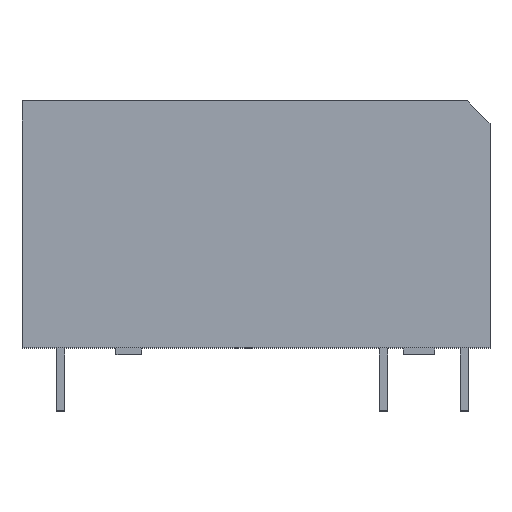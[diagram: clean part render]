
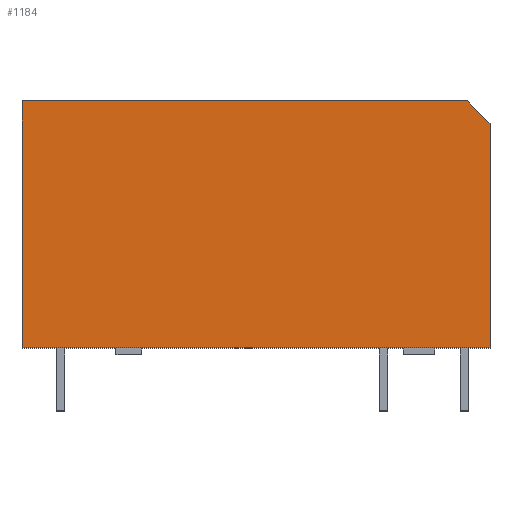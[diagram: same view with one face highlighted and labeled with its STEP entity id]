
A CAD part, top view. The second image highlights one B-rep face of the part: STEP entity #1184.
In plain terms, the highlighted planar face has unit normal (0, 0, 1).
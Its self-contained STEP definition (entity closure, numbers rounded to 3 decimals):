
#76 = CARTESIAN_POINT ( 'NONE',  ( 25.2, 15.7, 2.6 ) ) ;
#406 = CARTESIAN_POINT ( 'NONE',  ( 26.6, 14.3, 2.6 ) ) ;
#427 = LINE ( 'NONE', #428, #429 ) ;
#428 = CARTESIAN_POINT ( 'NONE',  ( 25.2, 15.7, 2.6 ) ) ;
#429 = VECTOR ( 'NONE', #430, 1000. ) ;
#430 = DIRECTION ( 'NONE',  ( -0.707, 0.707, 0. ) ) ;
#448 = LINE ( 'NONE', #449, #450 ) ;
#449 = CARTESIAN_POINT ( 'NONE',  ( -2.4, 15.7, 2.6 ) ) ;
#450 = VECTOR ( 'NONE', #451, 1000. ) ;
#451 = DIRECTION ( 'NONE',  ( 0., -1., 0. ) ) ;
#482 = LINE ( 'NONE', #483, #484 ) ;
#483 = CARTESIAN_POINT ( 'NONE',  ( -2.4, 15.7, 2.6 ) ) ;
#484 = VECTOR ( 'NONE', #485, 1000. ) ;
#485 = DIRECTION ( 'NONE',  ( 1., 0., 0. ) ) ;
#619 = LINE ( 'NONE', #620, #621 ) ;
#620 = CARTESIAN_POINT ( 'NONE',  ( 26.6, 15.7, 2.6 ) ) ;
#621 = VECTOR ( 'NONE', #622, 1000. ) ;
#622 = DIRECTION ( 'NONE',  ( 0., -1., 0. ) ) ;
#663 = CARTESIAN_POINT ( 'NONE',  ( -2.4, 0.4, 2.6 ) ) ;
#700 = FACE_OUTER_BOUND ( 'NONE', #1656, .T. ) ;
#702 = PLANE ( 'NONE',  #703 ) ;
#703 = AXIS2_PLACEMENT_3D ( 'NONE', #704, #705, #706 ) ;
#704 = CARTESIAN_POINT ( 'NONE',  ( -2.4, 15.7, 2.6 ) ) ;
#705 = DIRECTION ( 'NONE',  ( 0., 0., -1. ) ) ;
#706 = DIRECTION ( 'NONE',  ( -1., 0., 0. ) ) ;
#756 = EDGE_CURVE ( 'NONE', #1418, #1611, #427, .T. ) ;
#806 = EDGE_CURVE ( 'NONE', #1245, #1467, #448, .T. ) ;
#857 = EDGE_CURVE ( 'NONE', #1245, #1611, #482, .T. ) ;
#899 = CARTESIAN_POINT ( 'NONE',  ( -2.4, 15.7, 2.6 ) ) ;
#900 = CARTESIAN_POINT ( 'NONE',  ( 26.6, 0.4, 2.6 ) ) ;
#907 = ORIENTED_EDGE ( 'NONE', *, *, #806, .T. ) ;
#979 = ORIENTED_EDGE ( 'NONE', *, *, #1689, .F. ) ;
#1005 = LINE ( 'NONE', #1006, #1007 ) ;
#1006 = CARTESIAN_POINT ( 'NONE',  ( -2.4, 0.4, 2.6 ) ) ;
#1007 = VECTOR ( 'NONE', #1008, 1000. ) ;
#1008 = DIRECTION ( 'NONE',  ( 1., 0., 0. ) ) ;
#1184 = ADVANCED_FACE ( 'NONE', ( #700 ), #702, .F. ) ;
#1195 = ORIENTED_EDGE ( 'NONE', *, *, #1567, .T. ) ;
#1245 = VERTEX_POINT ( 'NONE', #899 ) ;
#1246 = VERTEX_POINT ( 'NONE', #900 ) ;
#1418 = VERTEX_POINT ( 'NONE', #406 ) ;
#1443 = ORIENTED_EDGE ( 'NONE', *, *, #756, .T. ) ;
#1467 = VERTEX_POINT ( 'NONE', #663 ) ;
#1567 = EDGE_CURVE ( 'NONE', #1467, #1246, #1005, .T. ) ;
#1611 = VERTEX_POINT ( 'NONE', #76 ) ;
#1656 = EDGE_LOOP ( 'NONE', ( #979, #1443, #1680, #907, #1195 ) ) ;
#1680 = ORIENTED_EDGE ( 'NONE', *, *, #857, .F. ) ;
#1689 = EDGE_CURVE ( 'NONE', #1418, #1246, #619, .T. ) ;
